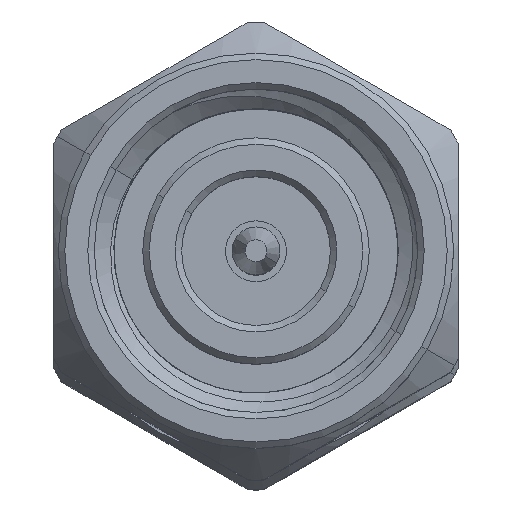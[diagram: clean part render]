
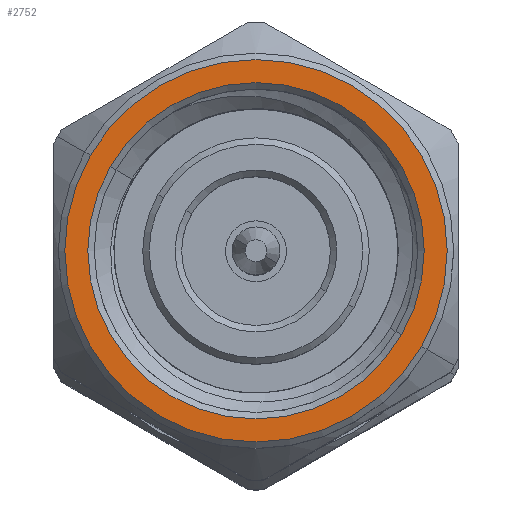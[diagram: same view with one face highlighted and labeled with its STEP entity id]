
A CAD part, top view. The second image highlights one B-rep face of the part: STEP entity #2752.
In plain terms, the highlighted face is planar.
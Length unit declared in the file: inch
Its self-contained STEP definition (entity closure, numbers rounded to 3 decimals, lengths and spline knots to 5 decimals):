
#131 = AXIS2_PLACEMENT_3D ( 'NONE', #1397, #2284, #3537 ) ;
#161 = CARTESIAN_POINT ( 'NONE',  ( 0., 0., 0. ) ) ;
#170 = AXIS2_PLACEMENT_3D ( 'NONE', #562, #3931, #1437 ) ;
#492 = VERTEX_POINT ( 'NONE', #544 ) ;
#544 = CARTESIAN_POINT ( 'NONE',  ( 0., 0., -0.14779 ) ) ;
#562 = CARTESIAN_POINT ( 'NONE',  ( 0., 0., 0. ) ) ;
#564 = ORIENTED_EDGE ( 'NONE', *, *, #1865, .T. ) ;
#842 = CIRCLE ( 'NONE', #3681, 0.13 ) ;
#968 = EDGE_CURVE ( 'NONE', #2403, #2392, #842, .T. ) ;
#1120 = EDGE_LOOP ( 'NONE', ( #1550, #2541 ) ) ;
#1244 = DIRECTION ( 'NONE',  ( 0., 0., -1. ) ) ;
#1397 = CARTESIAN_POINT ( 'NONE',  ( 0., 0., 0. ) ) ;
#1437 = DIRECTION ( 'NONE',  ( 0., 0., -1. ) ) ;
#1515 = FACE_OUTER_BOUND ( 'NONE', #2619, .T. ) ;
#1550 = ORIENTED_EDGE ( 'NONE', *, *, #2761, .T. ) ;
#1590 = DIRECTION ( 'NONE',  ( 1., 0., 0. ) ) ;
#1654 = AXIS2_PLACEMENT_3D ( 'NONE', #1676, #1694, #2289 ) ;
#1676 = CARTESIAN_POINT ( 'NONE',  ( 0., 0., 0. ) ) ;
#1694 = DIRECTION ( 'NONE',  ( 1., 0., 0. ) ) ;
#1865 = EDGE_CURVE ( 'NONE', #3256, #492, #3270, .T. ) ;
#1869 = CARTESIAN_POINT ( 'NONE',  ( 0., 0., -0.13 ) ) ;
#1992 = FACE_BOUND ( 'NONE', #1120, .T. ) ;
#2005 = ORIENTED_EDGE ( 'NONE', *, *, #3808, .T. ) ;
#2018 = DIRECTION ( 'NONE',  ( 1., 0., 0. ) ) ;
#2284 = DIRECTION ( 'NONE',  ( -1., 0., 0. ) ) ;
#2289 = DIRECTION ( 'NONE',  ( 0., 0., -1. ) ) ;
#2392 = VERTEX_POINT ( 'NONE', #2800 ) ;
#2403 = VERTEX_POINT ( 'NONE', #1869 ) ;
#2541 = ORIENTED_EDGE ( 'NONE', *, *, #968, .T. ) ;
#2619 = EDGE_LOOP ( 'NONE', ( #2005, #564 ) ) ;
#2661 = DIRECTION ( 'NONE',  ( 0., 0., -1. ) ) ;
#2716 = CIRCLE ( 'NONE', #170, 0.14779 ) ;
#2752 = ADVANCED_FACE ( 'NONE', ( #1992, #1515 ), #3260, .F. ) ;
#2761 = EDGE_CURVE ( 'NONE', #2392, #2403, #3840, .T. ) ;
#2763 = CARTESIAN_POINT ( 'NONE',  ( 0., 0., 0. ) ) ;
#2800 = CARTESIAN_POINT ( 'NONE',  ( 0., 0., 0.13 ) ) ;
#3129 = CARTESIAN_POINT ( 'NONE',  ( 0., 0., 0.14779 ) ) ;
#3256 = VERTEX_POINT ( 'NONE', #3129 ) ;
#3260 = PLANE ( 'NONE',  #3855 ) ;
#3270 = CIRCLE ( 'NONE', #131, 0.14779 ) ;
#3537 = DIRECTION ( 'NONE',  ( 0., 0., -1. ) ) ;
#3681 = AXIS2_PLACEMENT_3D ( 'NONE', #2763, #1590, #1244 ) ;
#3808 = EDGE_CURVE ( 'NONE', #492, #3256, #2716, .T. ) ;
#3840 = CIRCLE ( 'NONE', #1654, 0.13 ) ;
#3855 = AXIS2_PLACEMENT_3D ( 'NONE', #161, #2018, #2661 ) ;
#3931 = DIRECTION ( 'NONE',  ( -1., 0., 0. ) ) ;
